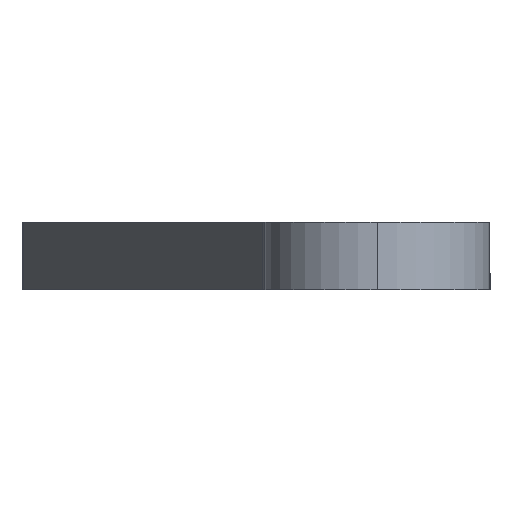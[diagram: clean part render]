
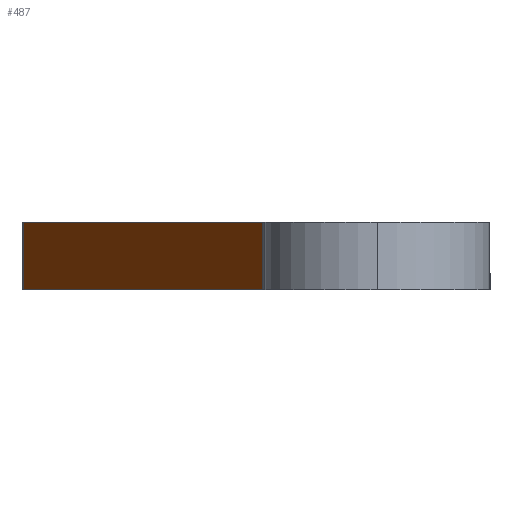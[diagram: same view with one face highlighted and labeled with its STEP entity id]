
A CAD part, left-side view. The second image highlights one B-rep face of the part: STEP entity #487.
In plain terms, the highlighted planar face has unit normal (-0.38, 0.925, 0).
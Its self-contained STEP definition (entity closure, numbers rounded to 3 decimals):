
#69 = CARTESIAN_POINT ( 'NONE',  ( 25.089, 5.075, 0. ) ) ;
#73 = CARTESIAN_POINT ( 'NONE',  ( 50.865, 15.673, 3. ) ) ;
#117 = DIRECTION ( 'NONE',  ( -0.925, -0.38, 0. ) ) ;
#131 = DIRECTION ( 'NONE',  ( 0.925, 0.38, 0. ) ) ;
#138 = VERTEX_POINT ( 'NONE', #69 ) ;
#186 = LINE ( 'NONE', #1149, #894 ) ;
#197 = VECTOR ( 'NONE', #832, 1000. ) ;
#219 = CARTESIAN_POINT ( 'NONE',  ( 50.865, 15.673, 0. ) ) ;
#222 = ORIENTED_EDGE ( 'NONE', *, *, #1060, .T. ) ;
#232 = CARTESIAN_POINT ( 'NONE',  ( 1.843, -4.482, 3. ) ) ;
#294 = ORIENTED_EDGE ( 'NONE', *, *, #773, .T. ) ;
#314 = VERTEX_POINT ( 'NONE', #1101 ) ;
#352 = VERTEX_POINT ( 'NONE', #681 ) ;
#369 = ORIENTED_EDGE ( 'NONE', *, *, #543, .T. ) ;
#441 = DIRECTION ( 'NONE',  ( -0.925, -0.38, 0. ) ) ;
#454 = LINE ( 'NONE', #1208, #705 ) ;
#487 = ADVANCED_FACE ( 'NONE', ( #944 ), #839, .T. ) ;
#515 = EDGE_CURVE ( 'NONE', #1108, #352, #1229, .T. ) ;
#534 = CARTESIAN_POINT ( 'NONE',  ( 50.865, 15.673, 3. ) ) ;
#543 = EDGE_CURVE ( 'NONE', #314, #1108, #454, .T. ) ;
#681 = CARTESIAN_POINT ( 'NONE',  ( 50.865, 15.673, 0. ) ) ;
#705 = VECTOR ( 'NONE', #131, 1000. ) ;
#773 = EDGE_CURVE ( 'NONE', #352, #138, #889, .T. ) ;
#832 = DIRECTION ( 'NONE',  ( 0., 0., -1. ) ) ;
#833 = ORIENTED_EDGE ( 'NONE', *, *, #515, .T. ) ;
#839 = PLANE ( 'NONE',  #1162 ) ;
#889 = LINE ( 'NONE', #219, #1076 ) ;
#894 = VECTOR ( 'NONE', #1242, 1000. ) ;
#944 = FACE_OUTER_BOUND ( 'NONE', #1209, .T. ) ;
#1060 = EDGE_CURVE ( 'NONE', #138, #314, #186, .T. ) ;
#1076 = VECTOR ( 'NONE', #117, 1000. ) ;
#1101 = CARTESIAN_POINT ( 'NONE',  ( 25.089, 5.075, 3. ) ) ;
#1108 = VERTEX_POINT ( 'NONE', #73 ) ;
#1149 = CARTESIAN_POINT ( 'NONE',  ( 25.089, 5.075, 3. ) ) ;
#1162 = AXIS2_PLACEMENT_3D ( 'NONE', #232, #1212, #441 ) ;
#1208 = CARTESIAN_POINT ( 'NONE',  ( 1.843, -4.482, 3. ) ) ;
#1209 = EDGE_LOOP ( 'NONE', ( #369, #833, #294, #222 ) ) ;
#1212 = DIRECTION ( 'NONE',  ( -0.38, 0.925, 0. ) ) ;
#1229 = LINE ( 'NONE', #534, #197 ) ;
#1242 = DIRECTION ( 'NONE',  ( 0., 0., 1. ) ) ;
